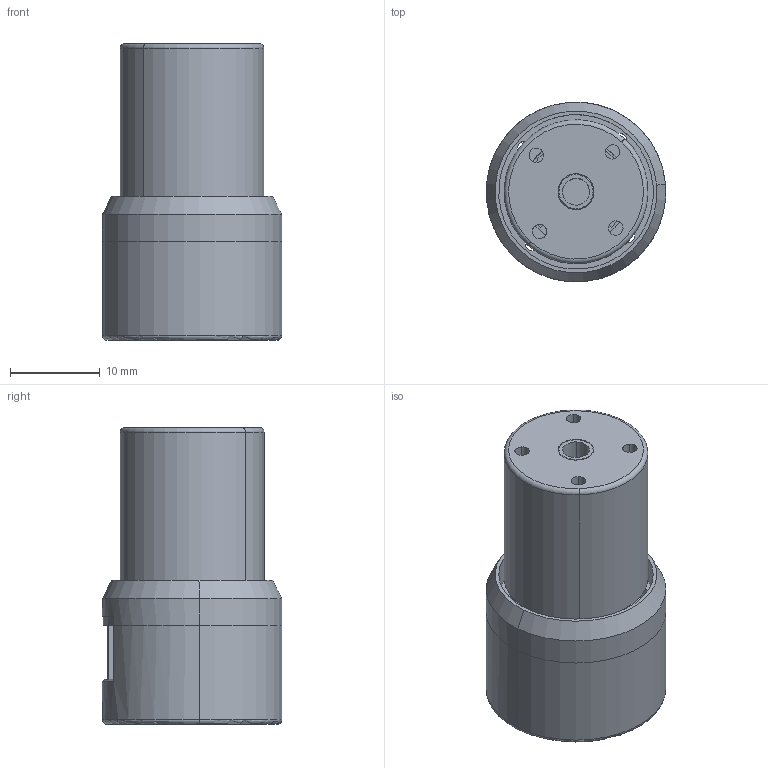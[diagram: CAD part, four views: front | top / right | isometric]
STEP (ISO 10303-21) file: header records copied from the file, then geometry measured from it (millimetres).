
FILE_DESCRIPTION (( 'STEP AP203' ), '1' );
FILE_NAME ('11210.STEP', '2018-02-07T07:31:34', ( '' ), ( '' ), 'SwSTEP 2.0', 'SolidWorks 2015', '' );
FILE_SCHEMA (( 'CONFIG_CONTROL_DESIGN' ));
Length unit declared in the file: millimetre
Products named in the file (12): 11210隅赽1; 11210粣; 11210; 11210綴裔; 7-4-25粣創; 11210苤裔赽; 11210隅赽2; 12-6-3棠詩; 15-11.8-13.5棠詩; 11210沺郋_6; 11210蛌赽; 11210諉盄啣
Assembly tree (12 placements, depth 2):
  11210
    11210沺郋_6
    11210隅赽1
    11210隅赽2
    7-4-25粣創  x2
    11210蛌赽
    15-11.8-13.5棠詩
    11210粣
    11210苤裔赽
    12-6-3棠詩
    11210諉盄啣
    11210綴裔
Bounding box: 19.93 x 19.96 x 33 mm (x, y, z)
Volume: 4901.6 mm3; surface area: 9589.7 mm2
Topology: 12 solids, 12 shells, 417 faces, 1070 edges, 698 vertices
Faces by surface type: cylinder 254, plane 116, cone 33, torus 14
Entity records: 13929 total; most frequent: DIRECTION 2413, CARTESIAN_POINT 2220, ORIENTED_EDGE 2068, EDGE_CURVE 1034, AXIS2_PLACEMENT_3D 979, VERTEX_POINT 674, CIRCLE 565, EDGE_LOOP 474
